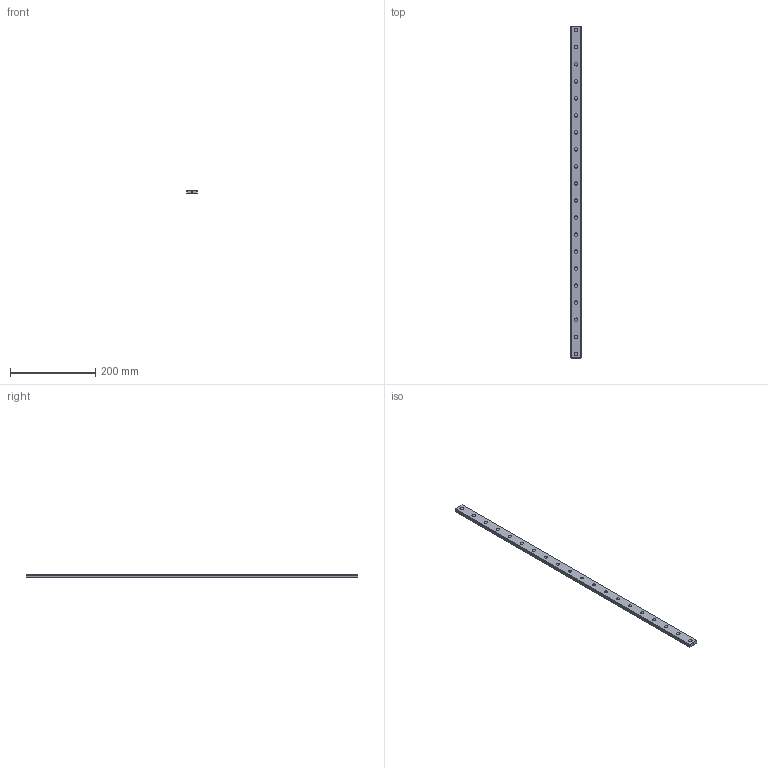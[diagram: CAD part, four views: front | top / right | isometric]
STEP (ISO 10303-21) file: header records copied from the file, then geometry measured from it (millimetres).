
FILE_DESCRIPTION(('STEP AP214'),'1');
FILE_NAME('cctmp_2983521C-2CBB-4B5A-A366-823E505F3B97_2021_02_23_21_57_30_0810..stp','2021-02-23T20:57:30',('HIWIN GmbH'),('CADClick - www.CADClick.com'),'Spatial InterOp 3D',' ','unknown authorization');
FILE_SCHEMA(('AUTOMOTIVE_DESIGN'));
Length unit declared in the file: millimetre
Products named in the file (1): MGWR12R780CM_FILE
Bounding box: 24 x 780 x 8.5 mm (x, y, z)
Volume: 150321.4 mm3; surface area: 58399 mm2
Topology: 1 solids, 1 shells, 275 faces, 627 edges, 418 vertices
Faces by surface type: plane 139, cylinder 136
Entity records: 10057 total; most frequent: DIRECTION 1451, CARTESIAN_POINT 1321, ORIENTED_EDGE 1254, EDGE_CURVE 627, AXIS2_PLACEMENT_3D 548, VERTEX_POINT 418, LINE 355, VECTOR 355
